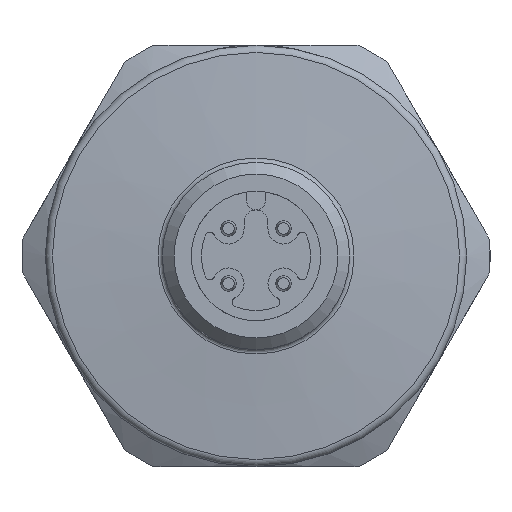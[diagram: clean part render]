
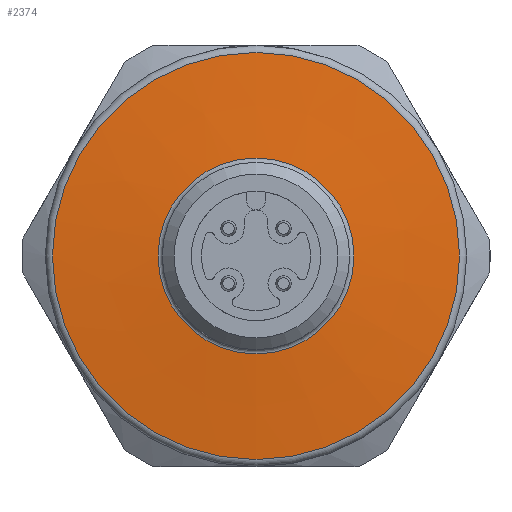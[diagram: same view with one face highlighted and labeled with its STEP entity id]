
A CAD part, front view. The second image highlights one B-rep face of the part: STEP entity #2374.
In plain terms, the highlighted conical face has half-angle 85 degrees and reference radius 6 mm.
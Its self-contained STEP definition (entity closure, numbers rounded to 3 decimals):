
#90=CONICAL_SURFACE('',#2513,6.,1.484);
#307=ORIENTED_EDGE('',*,*,#741,.T.);
#308=ORIENTED_EDGE('',*,*,#742,.T.);
#741=EDGE_CURVE('',#960,#960,#1114,.T.);
#742=EDGE_CURVE('',#961,#961,#1115,.T.);
#960=VERTEX_POINT('',#3320);
#961=VERTEX_POINT('',#3322);
#1114=CIRCLE('',#2514,6.274);
#1115=CIRCLE('',#2515,13.044);
#1220=EDGE_LOOP('',(#307));
#1221=EDGE_LOOP('',(#308));
#1383=FACE_BOUND('',#1220,.T.);
#1384=FACE_BOUND('',#1221,.T.);
#2374=ADVANCED_FACE('',(#1383,#1384),#90,.T.);
#2513=AXIS2_PLACEMENT_3D('',#3318,#2776,#2777);
#2514=AXIS2_PLACEMENT_3D('',#3319,#2778,#2779);
#2515=AXIS2_PLACEMENT_3D('',#3321,#2780,#2781);
#2776=DIRECTION('',(0.,1.,0.));
#2777=DIRECTION('',(0.,0.,-1.));
#2778=DIRECTION('',(0.,1.,0.));
#2779=DIRECTION('',(0.,0.,-1.));
#2780=DIRECTION('',(0.,-1.,0.));
#2781=DIRECTION('',(0.,0.,1.));
#3318=CARTESIAN_POINT('',(-0.018,-5.5,0.032));
#3319=CARTESIAN_POINT('',(-0.018,-5.476,0.032));
#3320=CARTESIAN_POINT('',(-0.018,-5.476,-6.242));
#3321=CARTESIAN_POINT('',(-0.018,-4.884,0.032));
#3322=CARTESIAN_POINT('',(-0.018,-4.884,13.076));
